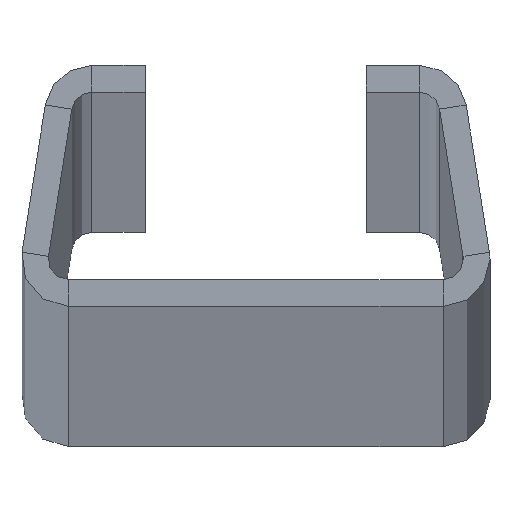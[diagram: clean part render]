
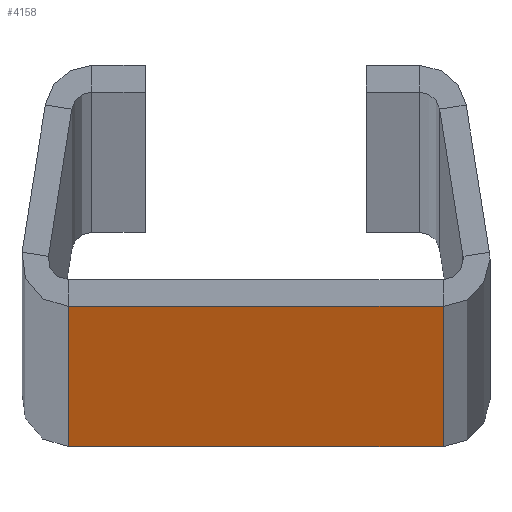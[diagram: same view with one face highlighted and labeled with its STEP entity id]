
A CAD part, top view. The second image highlights one B-rep face of the part: STEP entity #4158.
In plain terms, the highlighted planar face has unit normal (0, -1, 0).
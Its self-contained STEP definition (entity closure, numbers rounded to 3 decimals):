
#102 = ORIENTED_EDGE ( 'NONE', *, *, #6833, .T. ) ;
#348 = LINE ( 'NONE', #7863, #4242 ) ;
#768 = ORIENTED_EDGE ( 'NONE', *, *, #1970, .T. ) ;
#775 = VERTEX_POINT ( 'NONE', #3761 ) ;
#823 = CARTESIAN_POINT ( 'NONE',  ( -14.002, 0., -6000. ) ) ;
#952 = DIRECTION ( 'NONE',  ( 1., 0., 0. ) ) ;
#1636 = ORIENTED_EDGE ( 'NONE', *, *, #7072, .F. ) ;
#1686 = VECTOR ( 'NONE', #2729, 1000. ) ;
#1903 = VERTEX_POINT ( 'NONE', #823 ) ;
#1935 = CARTESIAN_POINT ( 'NONE',  ( 14.002, 0., -6000. ) ) ;
#1970 = EDGE_CURVE ( 'NONE', #1903, #775, #7426, .T. ) ;
#2221 = DIRECTION ( 'NONE',  ( 1., 0., 0. ) ) ;
#2595 = CARTESIAN_POINT ( 'NONE',  ( -18.1, 0., -6000. ) ) ;
#2720 = AXIS2_PLACEMENT_3D ( 'NONE', #6356, #6384, #2221 ) ;
#2729 = DIRECTION ( 'NONE',  ( 1., 0., 0. ) ) ;
#2893 = ORIENTED_EDGE ( 'NONE', *, *, #5543, .F. ) ;
#3045 = VECTOR ( 'NONE', #6799, 1000. ) ;
#3156 = VERTEX_POINT ( 'NONE', #8531 ) ;
#3323 = CARTESIAN_POINT ( 'NONE',  ( -14.002, 0., 0. ) ) ;
#3761 = CARTESIAN_POINT ( 'NONE',  ( 14.002, 0., -6000. ) ) ;
#4158 = ADVANCED_FACE ( 'NONE', ( #7164 ), #5675, .T. ) ;
#4242 = VECTOR ( 'NONE', #5123, 1000. ) ;
#5123 = DIRECTION ( 'NONE',  ( 0., 0., 1. ) ) ;
#5543 = EDGE_CURVE ( 'NONE', #5961, #3156, #6830, .T. ) ;
#5675 = PLANE ( 'NONE',  #2720 ) ;
#5709 = CARTESIAN_POINT ( 'NONE',  ( -18.1, 0., 0. ) ) ;
#5961 = VERTEX_POINT ( 'NONE', #3323 ) ;
#6212 = EDGE_LOOP ( 'NONE', ( #2893, #1636, #768, #102 ) ) ;
#6356 = CARTESIAN_POINT ( 'NONE',  ( -18.1, 0., -6000. ) ) ;
#6384 = DIRECTION ( 'NONE',  ( 0., -1., 0. ) ) ;
#6799 = DIRECTION ( 'NONE',  ( 0., 0., 1. ) ) ;
#6830 = LINE ( 'NONE', #5709, #8393 ) ;
#6833 = EDGE_CURVE ( 'NONE', #775, #3156, #8941, .T. ) ;
#7072 = EDGE_CURVE ( 'NONE', #1903, #5961, #348, .T. ) ;
#7164 = FACE_OUTER_BOUND ( 'NONE', #6212, .T. ) ;
#7426 = LINE ( 'NONE', #2595, #1686 ) ;
#7863 = CARTESIAN_POINT ( 'NONE',  ( -14.002, 0., -6000. ) ) ;
#8393 = VECTOR ( 'NONE', #952, 1000. ) ;
#8531 = CARTESIAN_POINT ( 'NONE',  ( 14.002, 0., 0. ) ) ;
#8941 = LINE ( 'NONE', #1935, #3045 ) ;
